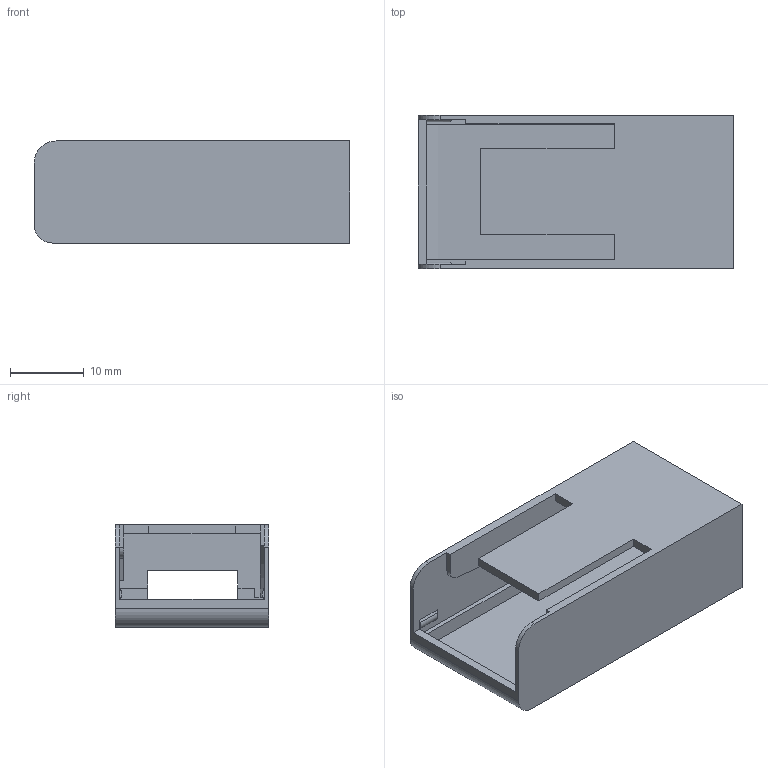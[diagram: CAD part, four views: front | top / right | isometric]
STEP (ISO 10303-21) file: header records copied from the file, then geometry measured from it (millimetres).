
FILE_DESCRIPTION(/* description */ (''),/* implementation_level */ '2;1');
FILE_NAME(/* name */ '3679bb76-9b36-40d5-ade4-7d7f3fcc4d71.stp',/* time_stamp */ '2018-12-30T23:24:26+00:00',/* author */ (''),/* organization */ (''),/* preprocessor_version */ 'ST-DEVELOPER v17.2',/* originating_system */ 'Autodesk Translation Framework v7.6.0.251',/* authorisation */ '');
FILE_SCHEMA (('AUTOMOTIVE_DESIGN { 1 0 10303 214 3 1 1 }'));
Length unit declared in the file: millimetre
Products named in the file (1): Particle Debugger (Front Insert)
Bounding box: 42.95 x 20.9 x 13.88 mm (x, y, z)
Volume: 2733.1 mm3; surface area: 5719.6 mm2
Topology: 1 solids, 1 shells, 65 faces, 187 edges, 123 vertices
Faces by surface type: plane 56, cylinder 9
Entity records: 2147 total; most frequent: CARTESIAN_POINT 376, ORIENTED_EDGE 374, DIRECTION 337, EDGE_CURVE 187, LINE 169, VECTOR 169, VERTEX_POINT 123, AXIS2_PLACEMENT_3D 84
